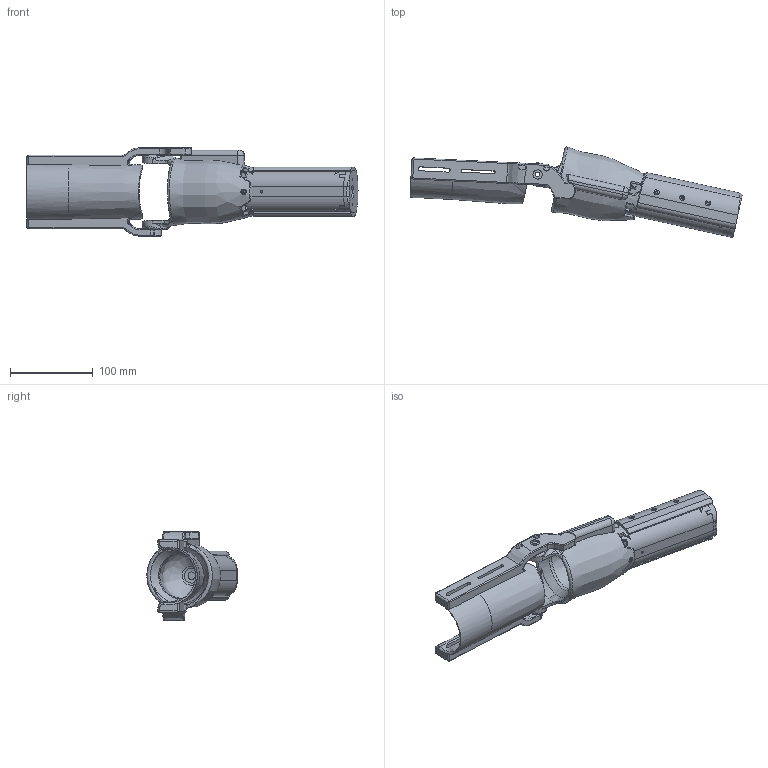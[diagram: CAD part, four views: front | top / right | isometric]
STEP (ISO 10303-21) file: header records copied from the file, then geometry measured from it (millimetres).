
FILE_DESCRIPTION(/* description */ (''),/* implementation_level */ '2;1');
FILE_NAME(/* name */ 'activearm2.stp',/* time_stamp */ '2015-10-19T14:18:50-07:00',/* author */ ('master'),/* organization */ (''),/* preprocessor_version */ 'ST-DEVELOPER v16.1',/* originating_system */ 'Autodesk Inventor 2016',/* authorisation */ '');
FILE_SCHEMA (('AUTOMOTIVE_DESIGN { 1 0 10303 214 3 1 1 }'));
Length unit declared in the file: inch
Products named in the file (10): forearm; base; arm-seg1; arm-seg2; L12; arm-cup; rit-triceps; hand-base; armtop; activearm2
Assembly tree (9 placements, depth 3):
  activearm2
    forearm
    L12
      base
      arm-seg1
      arm-seg2
    arm-cup
    rit-triceps
    hand-base
    armtop
Bounding box: 400.41 x 108.91 x 106.68 mm (x, y, z)
Volume: 654076.8 mm3; surface area: 191025.5 mm2
Topology: 8 solids, 8 shells, 703 faces, 1862 edges, 1164 vertices
Faces by surface type: plane 259, cylinder 218, bspline 185, torus 22, sphere 18, cone 1
Full cylindrical faces by diameter (mm): 2.25 x2, 3.175 x27, 4.25 x2, 5.334 x2, 6.35 x7, 7.62 x1, 11.176 x2, 12.7 x2
Entity records: 31096 total; most frequent: CARTESIAN_POINT 15269, ORIENTED_EDGE 3518, DIRECTION 2707, EDGE_CURVE 1759, VERTEX_POINT 1138, AXIS2_PLACEMENT_3D 1016, EDGE_LOOP 833, FACE_OUTER_BOUND 702
